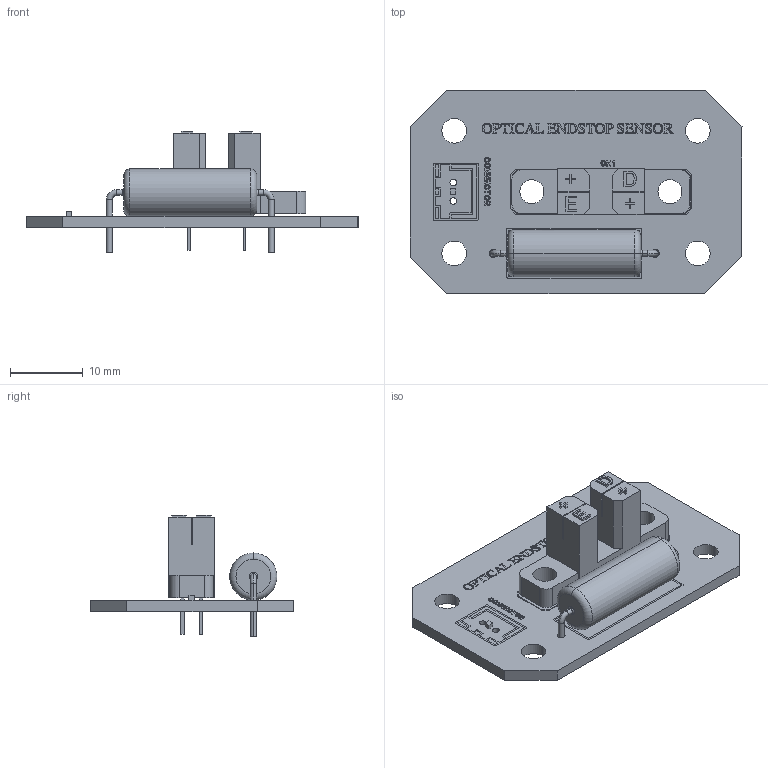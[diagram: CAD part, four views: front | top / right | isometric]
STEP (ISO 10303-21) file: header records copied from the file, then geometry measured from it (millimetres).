
FILE_DESCRIPTION(('Designed by EasyEDA Pro'),'2;1');
FILE_NAME('Open CASCADE Shape Model','2025-04-07T09:07:34',('Author'),( 'Open CASCADE'),'Open CASCADE STEP processor 7.8','Open CASCADE 7.8' ,'Unknown');
FILE_SCHEMA(('AUTOMOTIVE_DESIGN { 1 0 10303 214 1 1 1 1 }'));
Length unit declared in the file: millimetre
Products named in the file (13): EasyEDA PCB Model~oxxd; Board~oxxd; TopCopper~oxxd; BottomCopper~oxxd; TopSilkscreen~oxxd; TopFpcStiffener~oxxd; BottomFpcStiffener~oxxd; OK1~TCST-2103~SENSORS-TH_TCST2103~oxxd; TCST-2103~SENSORS-TH_TCST2103~oxxd; PULL_UP_RESISTOR~RES-TH_L18.3-W6.5-P22.30-D0.8~RES-TH_
L18.3-W6.5-P22.30-D0.8~oxxd; RES-TH_L18.3-W6.5-P22.30-D0.8~RES-TH_L18.3-W6.5-P22.30-D0.8~oxxd; CONNECTOR~JST_2-PIN_2.54MM~Connector_JST/JST - XH - Thru - 2Pin - 
2.54mm~oxxd; JST_2-PIN_2.54MM~Connector_JST/JST - XH - Thru - 2Pin - 2.54mm~oxxd
Assembly tree (12 placements, depth 3):
  EasyEDA PCB Model~oxxd
    Board~oxxd
    TopCopper~oxxd
    BottomCopper~oxxd
    TopSilkscreen~oxxd
    TopFpcStiffener~oxxd
    BottomFpcStiffener~oxxd
    OK1~TCST-2103~SENSORS-TH_TCST2103~oxxd
      TCST-2103~SENSORS-TH_TCST2103~oxxd
    PULL_UP_RESISTOR~RES-TH_L18.3-W6.5-P22.30-D0.8~RES-TH_
L18.3-W6.5-P22.30-D0.8~oxxd
      RES-TH_L18.3-W6.5-P22.30-D0.8~RES-TH_L18.3-W6.5-P22.30-D0.8~oxxd
    CONNECTOR~JST_2-PIN_2.54MM~Connector_JST/JST - XH - Thru - 2Pin - 
2.54mm~oxxd
      JST_2-PIN_2.54MM~Connector_JST/JST - XH - Thru - 2Pin - 2.54mm~oxxd
Bounding box: 45.69 x 28.04 x 16.65 mm (x, y, z)
Volume: 3325.4 mm3; surface area: 4170.9 mm2
Topology: 8 solids, 63 shells, 688 faces, 5143 edges, 4571 vertices
Faces by surface type: plane 403, bspline 210, cylinder 63, torus 12
Full cylindrical faces by diameter (mm): 3.3 x2
Entity records: 53898 total; most frequent: CARTESIAN_POINT 15248, ORIENTED_EDGE 6843, DIRECTION 5930, EDGE_CURVE 5143, VERTEX_POINT 4571, LINE 4058, VECTOR 4058, AXIS2_PLACEMENT_3D 936
